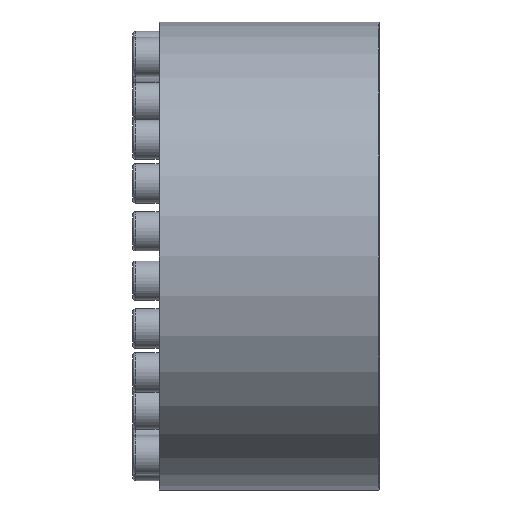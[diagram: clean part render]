
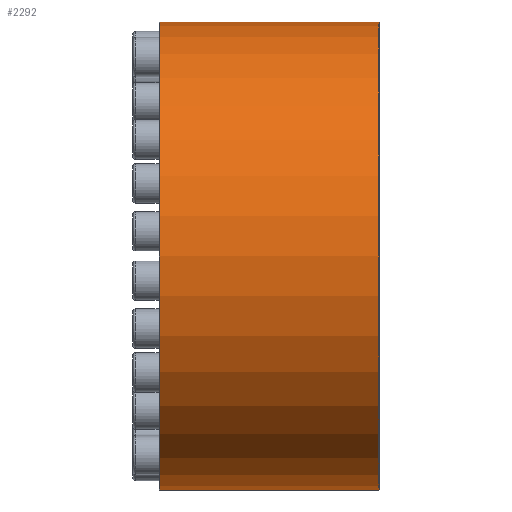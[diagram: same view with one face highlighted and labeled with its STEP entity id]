
A CAD part, front view. The second image highlights one B-rep face of the part: STEP entity #2292.
In plain terms, the highlighted cylindrical face has radius 142.5 mm (diameter 285 mm), a partial arc.
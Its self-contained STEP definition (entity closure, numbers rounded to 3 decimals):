
#28=CYLINDRICAL_SURFACE('',#2639,142.5);
#209=CIRCLE('',#2638,142.5);
#210=CIRCLE('',#2640,142.5);
#436=ORIENTED_EDGE('',*,*,#943,.F.);
#437=ORIENTED_EDGE('',*,*,#944,.T.);
#438=ORIENTED_EDGE('',*,*,#945,.T.);
#439=ORIENTED_EDGE('',*,*,#941,.F.);
#941=EDGE_CURVE('',#1191,#1192,#209,.T.);
#943=EDGE_CURVE('',#1193,#1191,#1382,.T.);
#944=EDGE_CURVE('',#1193,#1194,#210,.T.);
#945=EDGE_CURVE('',#1194,#1192,#1383,.T.);
#1191=VERTEX_POINT('',#3906);
#1192=VERTEX_POINT('',#3908);
#1193=VERTEX_POINT('',#3915);
#1194=VERTEX_POINT('',#3917);
#1382=LINE('',#3914,#1424);
#1383=LINE('',#3918,#1425);
#1424=VECTOR('',#3087,1000.);
#1425=VECTOR('',#3090,1000.);
#1500=EDGE_LOOP('',(#436,#437,#438,#439));
#1902=FACE_BOUND('',#1500,.T.);
#2292=ADVANCED_FACE('',(#1902),#28,.T.);
#2638=AXIS2_PLACEMENT_3D('',#3907,#3083,#3084);
#2639=AXIS2_PLACEMENT_3D('',#3913,#3085,#3086);
#2640=AXIS2_PLACEMENT_3D('',#3916,#3088,#3089);
#3083=DIRECTION('',(1.,0.,0.));
#3084=DIRECTION('',(0.,0.,-1.));
#3085=DIRECTION('',(1.,0.,0.));
#3086=DIRECTION('',(0.,0.,-1.));
#3087=DIRECTION('',(1.,0.,0.));
#3088=DIRECTION('',(1.,0.,0.));
#3089=DIRECTION('',(0.,0.,-1.));
#3090=DIRECTION('',(1.,0.,0.));
#3906=CARTESIAN_POINT('',(66.72,142.471,2.85));
#3907=CARTESIAN_POINT('',(66.72,0.,0.));
#3908=CARTESIAN_POINT('',(66.72,142.471,-2.85));
#3913=CARTESIAN_POINT('',(13.4,0.,0.));
#3914=CARTESIAN_POINT('',(13.4,142.471,2.85));
#3915=CARTESIAN_POINT('',(-66.72,142.471,2.85));
#3916=CARTESIAN_POINT('',(-66.72,0.,0.));
#3917=CARTESIAN_POINT('',(-66.72,142.471,-2.85));
#3918=CARTESIAN_POINT('',(13.4,142.471,-2.85));
